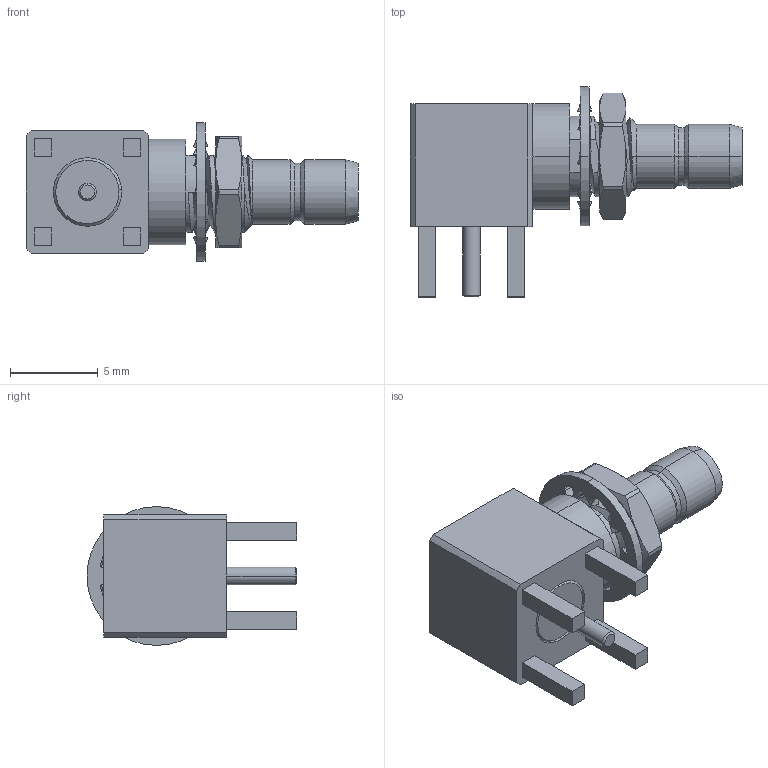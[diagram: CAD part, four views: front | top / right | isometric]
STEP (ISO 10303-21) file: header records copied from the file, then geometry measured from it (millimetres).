
FILE_DESCRIPTION (( 'STEP AP214' ), '1' );
FILE_NAME ('32-470-D3.STEP', '2024-09-06T08:37:56', ( '' ), ( '' ), 'SwSTEP 2.0', 'SolidWorks 2024', '' );
FILE_SCHEMA (( 'AUTOMOTIVE_DESIGN' ));
Length unit declared in the file: millimetre
Products named in the file (1): 32-470-D3
Bounding box: 18.9 x 11.95 x 7.9 mm (x, y, z)
Surface area: 1022.6 mm2 (no closed solid volume)
Topology: 0 solids, 8 shells, 188 faces, 510 edges, 322 vertices
Faces by surface type: plane 62, cylinder 58, bspline 37, cone 31
Entity records: 7265 total; most frequent: CARTESIAN_POINT 2765, ORIENTED_EDGE 933, DIRECTION 875, EDGE_CURVE 509, VERTEX_POINT 322, AXIS2_PLACEMENT_3D 308, VECTOR 259, LINE 259
